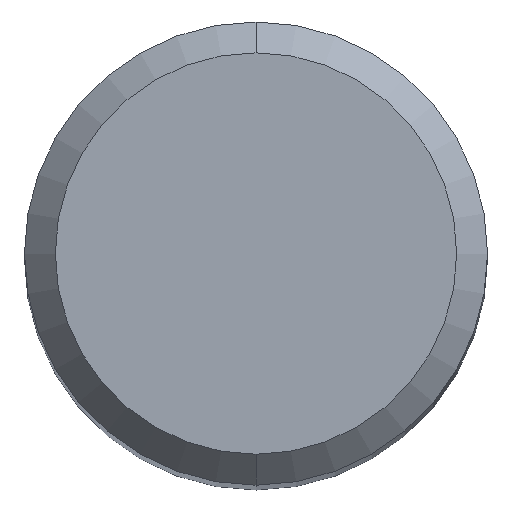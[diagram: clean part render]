
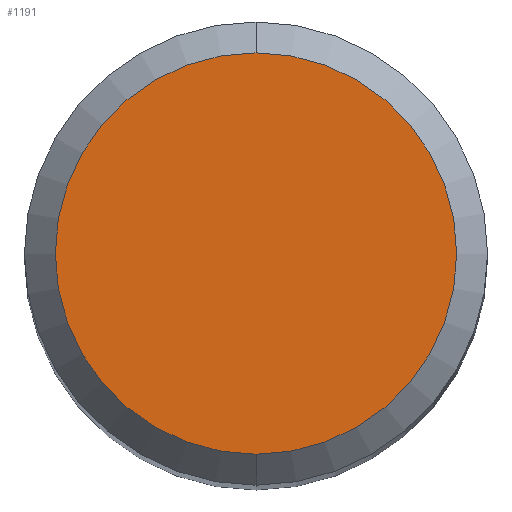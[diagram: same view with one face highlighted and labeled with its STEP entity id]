
A CAD part, top view. The second image highlights one B-rep face of the part: STEP entity #1191.
In plain terms, the highlighted planar face has unit normal (0, 0, 1).
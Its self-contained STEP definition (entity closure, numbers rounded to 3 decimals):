
#1111=EDGE_CURVE('',#1471,#1289,#2176,.T.);
#1191=ADVANCED_FACE('',(#2261),#2262,.T.);
#1289=VERTEX_POINT('',#2369);
#1403=EDGE_CURVE('',#1289,#1471,#2491,.T.);
#1471=VERTEX_POINT('',#2566);
#2176=CIRCLE('',#6373,2.6);
#2261=FACE_OUTER_BOUND('',#6739,.T.);
#2262=PLANE('',#6740);
#2369=CARTESIAN_POINT('',(0.0,2.6,0.0));
#2491=CIRCLE('',#7696,2.6);
#2566=CARTESIAN_POINT('',(0.,-2.6,0.0));
#6373=AXIS2_PLACEMENT_3D('',#9174,#9175,#9176);
#6739=EDGE_LOOP('',(#9265,#9266));
#6740=AXIS2_PLACEMENT_3D('',#9267,#9268,#9269);
#7696=AXIS2_PLACEMENT_3D('',#9504,#9505,#9506);
#9174=CARTESIAN_POINT('',(0.0,0.0,0.0));
#9175=DIRECTION('',(0.0,0.0,-1.0));
#9176=DIRECTION('',(0.0,1.0,0.0));
#9265=ORIENTED_EDGE('',*,*,#1403,.F.);
#9266=ORIENTED_EDGE('',*,*,#1111,.F.);
#9267=CARTESIAN_POINT('',(0.0,1.3,0.0));
#9268=DIRECTION('',(-0.0,0.0,1.0));
#9269=DIRECTION('',(0.0,-1.0,0.0));
#9504=CARTESIAN_POINT('',(0.0,0.0,0.0));
#9505=DIRECTION('',(0.0,0.0,-1.0));
#9506=DIRECTION('',(0.0,1.0,0.0));
